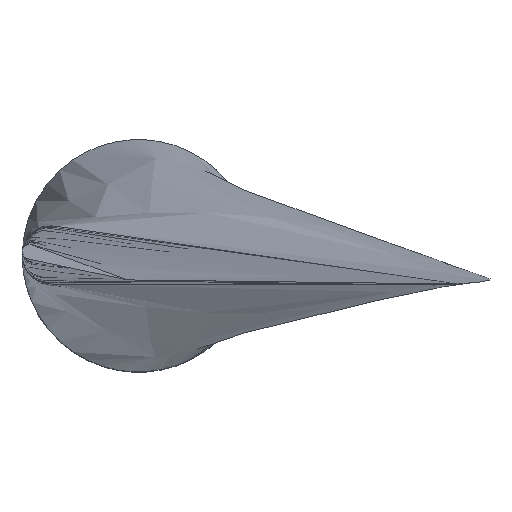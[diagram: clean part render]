
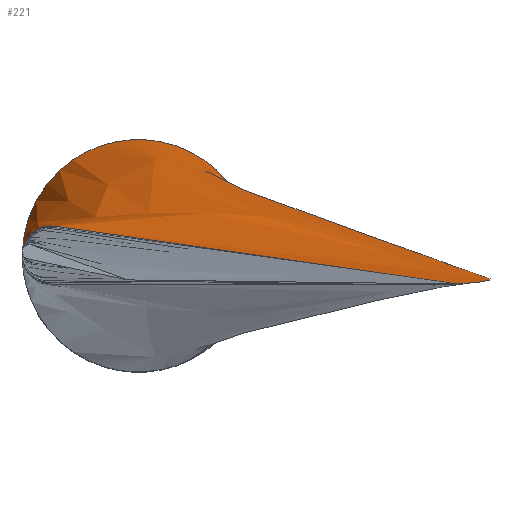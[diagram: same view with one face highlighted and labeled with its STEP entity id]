
A CAD part, top view. The second image highlights one B-rep face of the part: STEP entity #221.
In plain terms, the highlighted free-form (B-spline) face has degree [3, 3] with [19, 4] control points.
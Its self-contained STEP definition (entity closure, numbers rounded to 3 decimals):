
#41 = VERTEX_POINT('',#42);
#42 = CARTESIAN_POINT('',(-4.052,0.117,-64.991
    ));
#48 = EDGE_CURVE('',#41,#49,#51,.T.);
#49 = VERTEX_POINT('',#50);
#50 = CARTESIAN_POINT('',(28.443,0.,
    -64.991));
#51 = ( BOUNDED_CURVE() B_SPLINE_CURVE(2,(#52,#53,#54,#55,#56),
.UNSPECIFIED.,.F.,.F.) B_SPLINE_CURVE_WITH_KNOTS((3,2,3),(
    0.007,1.574,3.142),
.PIECEWISE_BEZIER_KNOTS.) CURVE() GEOMETRIC_REPRESENTATION_ITEM() 
RATIONAL_B_SPLINE_CURVE((1.,0.708,1.,0.708,1.)) 
REPRESENTATION_ITEM('') );
#52 = CARTESIAN_POINT('',(-4.052,0.117,-64.991
    ));
#53 = CARTESIAN_POINT('',(-3.935,16.306,
    -64.991));
#54 = CARTESIAN_POINT('',(12.254,16.248,
    -64.991));
#55 = CARTESIAN_POINT('',(28.443,16.189,
    -64.991));
#56 = CARTESIAN_POINT('',(28.443,0.,
    -64.991));
#115 = EDGE_CURVE('',#116,#118,#120,.T.);
#116 = VERTEX_POINT('',#117);
#117 = CARTESIAN_POINT('',(-4.052,0.289,0.));
#118 = VERTEX_POINT('',#119);
#119 = CARTESIAN_POINT('',(-4.059,0.145,0.));
#120 = ( BOUNDED_CURVE() B_SPLINE_CURVE(2,(#121,#122,#123),
.UNSPECIFIED.,.F.,.F.) B_SPLINE_CURVE_WITH_KNOTS((3,3),(3.07,
3.106),.PIECEWISE_BEZIER_KNOTS.) CURVE() 
GEOMETRIC_REPRESENTATION_ITEM() RATIONAL_B_SPLINE_CURVE((1.,
1.,1.)) REPRESENTATION_ITEM('') );
#121 = CARTESIAN_POINT('',(-4.052,0.289,0.));
#122 = CARTESIAN_POINT('',(-4.057,0.217,0.));
#123 = CARTESIAN_POINT('',(-4.059,0.145,0.));
#134 = VERTEX_POINT('',#135);
#135 = CARTESIAN_POINT('',(56.867,-4.062,0.));
#180 = EDGE_CURVE('',#134,#181,#183,.T.);
#181 = VERTEX_POINT('',#182);
#182 = CARTESIAN_POINT('',(0.577,4.021,0.));
#183 = B_SPLINE_CURVE_WITH_KNOTS('',1,(#184,#185),.UNSPECIFIED.,.F.,.F.,
  (2,2),(0.,66.675),.PIECEWISE_BEZIER_KNOTS.);
#184 = CARTESIAN_POINT('',(56.867,-4.062,0.));
#185 = CARTESIAN_POINT('',(0.577,4.021,0.));
#187 = EDGE_CURVE('',#181,#116,#188,.T.);
#188 = ( BOUNDED_CURVE() B_SPLINE_CURVE(2,(#189,#190,#191),
.UNSPECIFIED.,.F.,.F.) B_SPLINE_CURVE_WITH_KNOTS((3,3),(1.428,
3.07),.PIECEWISE_BEZIER_KNOTS.) CURVE() 
GEOMETRIC_REPRESENTATION_ITEM() RATIONAL_B_SPLINE_CURVE((1.,
0.681,1.)) REPRESENTATION_ITEM('') );
#189 = CARTESIAN_POINT('',(0.577,4.021,0.));
#190 = CARTESIAN_POINT('',(-3.741,4.641,0.));
#191 = CARTESIAN_POINT('',(-4.052,0.289,0.));
#221 = ADVANCED_FACE('',(#222),#242,.T.);
#222 = FACE_BOUND('',#223,.T.);
#223 = EDGE_LOOP('',(#224,#225,#226,#227,#234,#235));
#224 = ORIENTED_EDGE('',*,*,#115,.F.);
#225 = ORIENTED_EDGE('',*,*,#187,.F.);
#226 = ORIENTED_EDGE('',*,*,#180,.F.);
#227 = ORIENTED_EDGE('',*,*,#228,.T.);
#228 = EDGE_CURVE('',#134,#49,#229,.T.);
#229 = B_SPLINE_CURVE_WITH_KNOTS('',3,(#230,#231,#232,#233),
  .UNSPECIFIED.,.F.,.F.,(4,4),(0.,1.),.PIECEWISE_BEZIER_KNOTS.);
#230 = CARTESIAN_POINT('',(56.867,-4.062,0.));
#231 = CARTESIAN_POINT('',(75.838,-2.708,
    -39.31));
#232 = CARTESIAN_POINT('',(29.024,-1.354,
    -34.483));
#233 = CARTESIAN_POINT('',(28.443,0.,
    -64.991));
#234 = ORIENTED_EDGE('',*,*,#48,.F.);
#235 = ORIENTED_EDGE('',*,*,#236,.F.);
#236 = EDGE_CURVE('',#118,#41,#237,.T.);
#237 = B_SPLINE_CURVE_WITH_KNOTS('',3,(#238,#239,#240,#241),
  .UNSPECIFIED.,.F.,.F.,(4,4),(0.,1.),.PIECEWISE_BEZIER_KNOTS.);
#238 = CARTESIAN_POINT('',(-4.059,0.145,0.));
#239 = CARTESIAN_POINT('',(-4.05,0.135,
    -21.664));
#240 = CARTESIAN_POINT('',(-4.051,0.126,
    -43.327));
#241 = CARTESIAN_POINT('',(-4.052,0.117,
    -64.991));
#242 = B_SPLINE_SURFACE_WITH_KNOTS('',3,3,(
    (#243,#244,#245,#246)
    ,(#247,#248,#249,#250)
    ,(#251,#252,#253,#254)
    ,(#255,#256,#257,#258)
    ,(#259,#260,#261,#262)
    ,(#263,#264,#265,#266)
    ,(#267,#268,#269,#270)
    ,(#271,#272,#273,#274)
    ,(#275,#276,#277,#278)
    ,(#279,#280,#281,#282)
    ,(#283,#284,#285,#286)
    ,(#287,#288,#289,#290)
    ,(#291,#292,#293,#294)
    ,(#295,#296,#297,#298)
    ,(#299,#300,#301,#302)
    ,(#303,#304,#305,#306)
    ,(#307,#308,#309,#310)
    ,(#311,#312,#313,#314)
    ,(#315,#316,#317,#318
    )),.UNSPECIFIED.,.F.,.F.,.F.,(4,1,2,1,1,1,2,1,1,1,1,1,1,1,4),(4,4),(
    0.5,0.501,0.501,0.514,
    0.526,0.538,0.551,0.607,
    0.663,0.719,0.775,0.832,
    0.888,0.944,1.),(0.,1.),.UNSPECIFIED.);
#243 = CARTESIAN_POINT('',(-4.059,0.145,0.));
#244 = CARTESIAN_POINT('',(-4.05,0.135,
    -21.664));
#245 = CARTESIAN_POINT('',(-4.051,0.126,
    -43.327));
#246 = CARTESIAN_POINT('',(-4.052,0.117,
    -64.991));
#247 = CARTESIAN_POINT('',(-4.059,0.168,0.));
#248 = CARTESIAN_POINT('',(-4.049,0.158,
    -21.664));
#249 = CARTESIAN_POINT('',(-4.051,0.148,
    -43.327));
#250 = CARTESIAN_POINT('',(-4.052,0.137,
    -64.991));
#251 = CARTESIAN_POINT('',(-4.056,0.215,0.));
#252 = CARTESIAN_POINT('',(-4.047,0.203,-21.664)
  );
#253 = CARTESIAN_POINT('',(-4.05,0.19,-43.327
    ));
#254 = CARTESIAN_POINT('',(-4.052,0.178,
    -64.991));
#255 = CARTESIAN_POINT('',(-4.053,0.264,0.));
#256 = CARTESIAN_POINT('',(-4.044,0.248,-21.665
    ));
#257 = CARTESIAN_POINT('',(-4.049,0.232,
    -43.327));
#258 = CARTESIAN_POINT('',(-4.051,0.216,
    -64.991));
#259 = CARTESIAN_POINT('',(-4.012,0.843,0.));
#260 = CARTESIAN_POINT('',(-4.008,0.774,
    -21.669));
#261 = CARTESIAN_POINT('',(-4.033,0.705,
    -43.325));
#262 = CARTESIAN_POINT('',(-4.045,0.636,-64.991
    ));
#263 = CARTESIAN_POINT('',(-3.701,1.949,0.));
#264 = CARTESIAN_POINT('',(-3.739,1.775,
    -21.698));
#265 = CARTESIAN_POINT('',(-3.917,1.601,
    -43.31));
#266 = CARTESIAN_POINT('',(-4.004,1.428,
    -64.991));
#267 = CARTESIAN_POINT('',(-2.588,3.285,0.));
#268 = CARTESIAN_POINT('',(-2.778,3.056,
    -21.804));
#269 = CARTESIAN_POINT('',(-3.502,2.827,
    -43.257));
#270 = CARTESIAN_POINT('',(-3.858,2.599,
    -64.991));
#271 = CARTESIAN_POINT('',(-1.049,4.042,0.));
#272 = CARTESIAN_POINT('',(-1.41,3.951,
    -21.968));
#273 = CARTESIAN_POINT('',(-2.916,3.86,
    -43.175));
#274 = CARTESIAN_POINT('',(-3.625,3.769,-64.991
    ));
#275 = CARTESIAN_POINT('',(0.054,4.096,0.));
#276 = CARTESIAN_POINT('',(-0.366,4.251,
    -22.114));
#277 = CARTESIAN_POINT('',(-2.476,4.406,-43.101
    ));
#278 = CARTESIAN_POINT('',(-3.405,4.561,
    -64.991));
#279 = CARTESIAN_POINT('',(2.936,3.682,0.));
#280 = CARTESIAN_POINT('',(2.517,4.714,-22.564
    ));
#281 = CARTESIAN_POINT('',(-1.268,5.746,
    -42.876));
#282 = CARTESIAN_POINT('',(-2.694,6.778,
    -64.991));
#283 = CARTESIAN_POINT('',(7.648,3.005,0.));
#284 = CARTESIAN_POINT('',(8.014,5.405,-23.651
    ));
#285 = CARTESIAN_POINT('',(0.962,7.805,-42.331)
  );
#286 = CARTESIAN_POINT('',(-0.884,10.204,
    -64.991));
#287 = CARTESIAN_POINT('',(14.702,1.992,0.));
#288 = CARTESIAN_POINT('',(18.006,6.028,-26.036
    ));
#289 = CARTESIAN_POINT('',(5.,10.063,
    -41.136));
#290 = CARTESIAN_POINT('',(3.45,14.098,
    -64.991));
#291 = CARTESIAN_POINT('',(21.744,0.981,0.));
#292 = CARTESIAN_POINT('',(29.088,6.072,-28.879
    ));
#293 = CARTESIAN_POINT('',(9.529,11.163,
    -39.711));
#294 = CARTESIAN_POINT('',(8.872,16.255,
    -64.991));
#295 = CARTESIAN_POINT('',(28.777,-0.029,0.));
#296 = CARTESIAN_POINT('',(40.562,5.447,
    -31.88));
#297 = CARTESIAN_POINT('',(14.254,10.923,
    -38.206));
#298 = CARTESIAN_POINT('',(14.714,16.399,
    -64.991));
#299 = CARTESIAN_POINT('',(35.803,-1.037,0.));
#300 = CARTESIAN_POINT('',(51.706,4.144,
    -34.744));
#301 = CARTESIAN_POINT('',(18.842,9.325,-36.771
    ));
#302 = CARTESIAN_POINT('',(20.249,14.506,
    -64.991));
#303 = CARTESIAN_POINT('',(42.825,-2.046,0.));
#304 = CARTESIAN_POINT('',(61.813,2.239,-37.172)
  );
#305 = CARTESIAN_POINT('',(22.983,6.523,-35.554
    ));
#306 = CARTESIAN_POINT('',(24.785,10.807,
    -64.991));
#307 = CARTESIAN_POINT('',(49.846,-3.054,0.));
#308 = CARTESIAN_POINT('',(70.215,-0.115,
    -38.867));
#309 = CARTESIAN_POINT('',(26.448,2.823,
    -34.705));
#310 = CARTESIAN_POINT('',(27.755,5.762,-64.991));
#311 = CARTESIAN_POINT('',(54.526,-3.726,0.));
#312 = CARTESIAN_POINT('',(74.278,-1.844,
    -39.31));
#313 = CARTESIAN_POINT('',(28.244,0.038,
    -34.483));
#314 = CARTESIAN_POINT('',(28.443,1.92,-64.991
    ));
#315 = CARTESIAN_POINT('',(56.867,-4.062,0.));
#316 = CARTESIAN_POINT('',(75.838,-2.708,
    -39.31));
#317 = CARTESIAN_POINT('',(29.024,-1.354,
    -34.483));
#318 = CARTESIAN_POINT('',(28.443,0.,
    -64.991));
